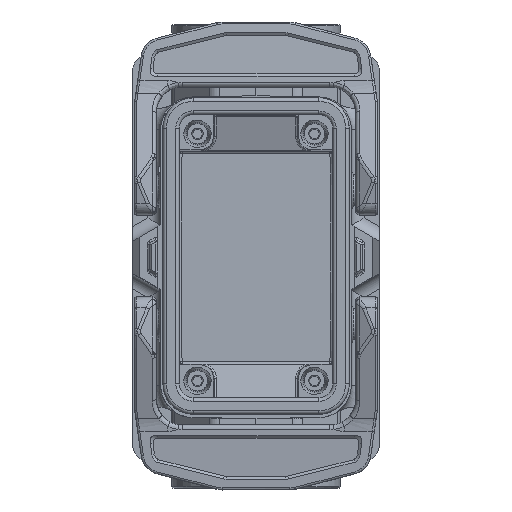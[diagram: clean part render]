
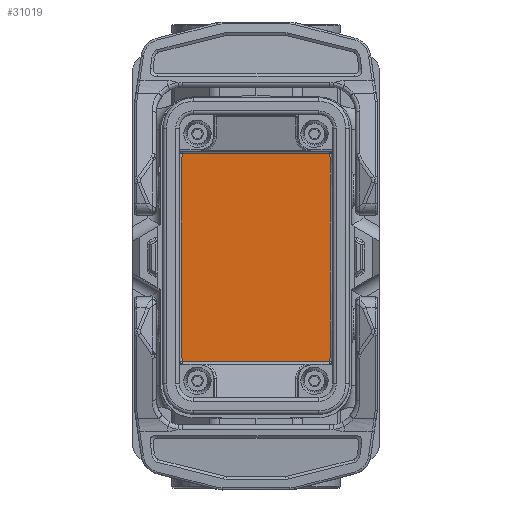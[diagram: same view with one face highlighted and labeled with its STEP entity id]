
A CAD part, top view. The second image highlights one B-rep face of the part: STEP entity #31019.
In plain terms, the highlighted planar face has unit normal (0, 0, 1).
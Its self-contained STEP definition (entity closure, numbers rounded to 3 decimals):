
#6501=AXIS2_PLACEMENT_3D('Plane Axis2P3D',#6498,#6499,#6500) ;
#21256=AXIS2_PLACEMENT_3D('Circle Axis2P3D',#21254,#21255,$) ;
#21830=AXIS2_PLACEMENT_3D('Circle Axis2P3D',#21828,#21829,$) ;
#21837=AXIS2_PLACEMENT_3D('Circle Axis2P3D',#21835,#21836,$) ;
#6498=CARTESIAN_POINT('Axis2P3D Location',(5.715,-43.45,5.)) ;
#21244=CARTESIAN_POINT('Vertex',(11.432,77.781,5.)) ;
#21251=CARTESIAN_POINT('Vertex',(11.432,29.72,5.)) ;
#21254=CARTESIAN_POINT('Axis2P3D Location',(1371.55,53.75,5.)) ;
#21818=CARTESIAN_POINT('Vertex',(45.568,29.719,5.)) ;
#21825=CARTESIAN_POINT('Vertex',(45.568,77.781,5.)) ;
#21828=CARTESIAN_POINT('Axis2P3D Location',(-1314.55,53.75,5.)) ;
#21832=CARTESIAN_POINT('Vertex',(45.78,53.75,5.)) ;
#21835=CARTESIAN_POINT('Axis2P3D Location',(-1314.55,53.75,5.)) ;
#31002=CARTESIAN_POINT('Line Origine',(28.5,29.719,5.)) ;
#31007=CARTESIAN_POINT('Line Origine',(28.5,77.781,5.)) ;
#6499=DIRECTION('Axis2P3D Direction',(-0.,0.,1.)) ;
#6500=DIRECTION('Axis2P3D XDirection',(0.,-1.,0.)) ;
#21255=DIRECTION('Axis2P3D Direction',(0.,0.,-1.)) ;
#21829=DIRECTION('Axis2P3D Direction',(0.,0.,-1.)) ;
#21836=DIRECTION('Axis2P3D Direction',(0.,0.,-1.)) ;
#31003=DIRECTION('Vector Direction',(-1.,0.,0.)) ;
#31008=DIRECTION('Vector Direction',(1.,0.,0.)) ;
#31004=VECTOR('Line Direction',#31003,1.) ;
#31009=VECTOR('Line Direction',#31008,1.) ;
#31013=ORIENTED_EDGE('',*,*,#31006,.F.) ;
#31014=ORIENTED_EDGE('',*,*,#21839,.T.) ;
#31015=ORIENTED_EDGE('',*,*,#21834,.T.) ;
#31016=ORIENTED_EDGE('',*,*,#31011,.F.) ;
#31017=ORIENTED_EDGE('',*,*,#21258,.T.) ;
#31019=ADVANCED_FACE('MANIFOLD_SOLID_BREP #40',(#31018),#6502,.T.) ;
#21257=CIRCLE('generated circle',#21256,1360.33) ;
#21831=CIRCLE('generated circle',#21830,1360.33) ;
#21838=CIRCLE('generated circle',#21837,1360.33) ;
#21258=EDGE_CURVE('',#21245,#21252,#21257,.F.) ;
#21834=EDGE_CURVE('',#21833,#21826,#21831,.F.) ;
#21839=EDGE_CURVE('',#21819,#21833,#21838,.F.) ;
#31006=EDGE_CURVE('',#21819,#21252,#31005,.T.) ;
#31011=EDGE_CURVE('',#21245,#21826,#31010,.T.) ;
#31012=EDGE_LOOP('',(#31013,#31014,#31015,#31016,#31017)) ;
#31018=FACE_OUTER_BOUND('',#31012,.T.) ;
#31005=LINE('Line',#31002,#31004) ;
#31010=LINE('Line',#31007,#31009) ;
#6502=PLANE('',#6501) ;
#21245=VERTEX_POINT('',#21244) ;
#21252=VERTEX_POINT('',#21251) ;
#21819=VERTEX_POINT('',#21818) ;
#21826=VERTEX_POINT('',#21825) ;
#21833=VERTEX_POINT('',#21832) ;
